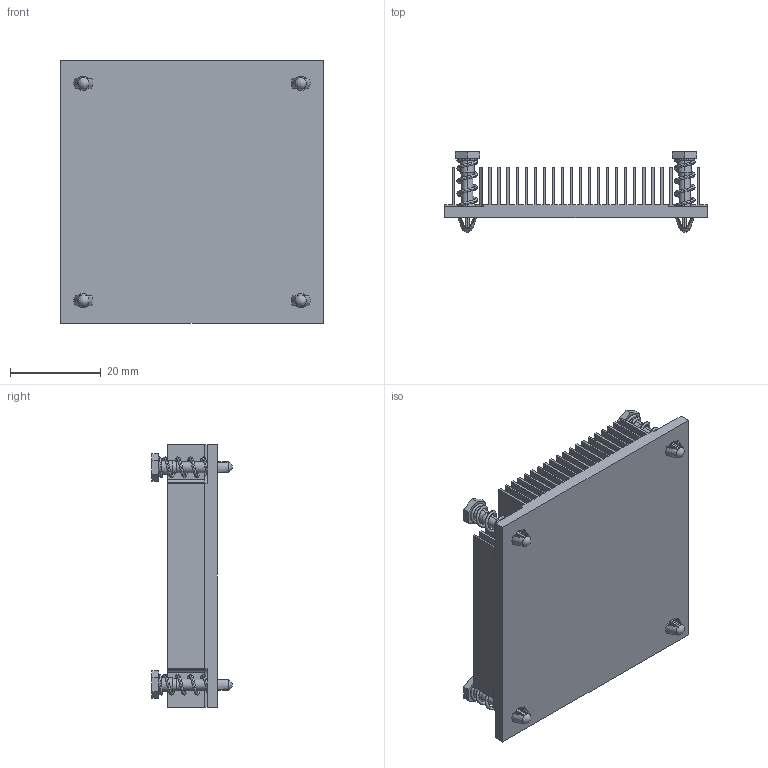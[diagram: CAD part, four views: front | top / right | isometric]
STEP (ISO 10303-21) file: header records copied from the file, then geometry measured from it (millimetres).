
FILE_DESCRIPTION (( 'STEP AP214' ), '1' );
FILE_NAME ('skivedfin.CU_SKV585811.STEP', '2019-01-07T16:32:18', ( '' ), ( '' ), 'SwSTEP 2.0', 'SolidWorks 2018', '' );
FILE_SCHEMA (( 'AUTOMOTIVE_DESIGN' ));
Length unit declared in the file: millimetre
Products named in the file (4): 103904; skived_fin_CU_skv585811; skivedfin.CU_SKV585811; Spring_C0180-026-0500-S
Assembly tree (9 placements, depth 2):
  skivedfin.CU_SKV585811
    skived_fin_CU_skv585811
    103904  x4
    Spring_C0180-026-0500-S  x4
Bounding box: 58 x 17.75 x 58 mm (x, y, z)
Volume: 15889.1 mm3; surface area: 33619.3 mm2
Topology: 9 solids, 9 shells, 490 faces, 1276 edges, 808 vertices
Faces by surface type: plane 266, bspline 116, cylinder 92, cone 16
Entity records: 9512 total; most frequent: CARTESIAN_POINT 3705, ORIENTED_EDGE 1268, DIRECTION 1050, EDGE_CURVE 634, LINE 480, VECTOR 480, VERTEX_POINT 412, AXIS2_PLACEMENT_3D 285
